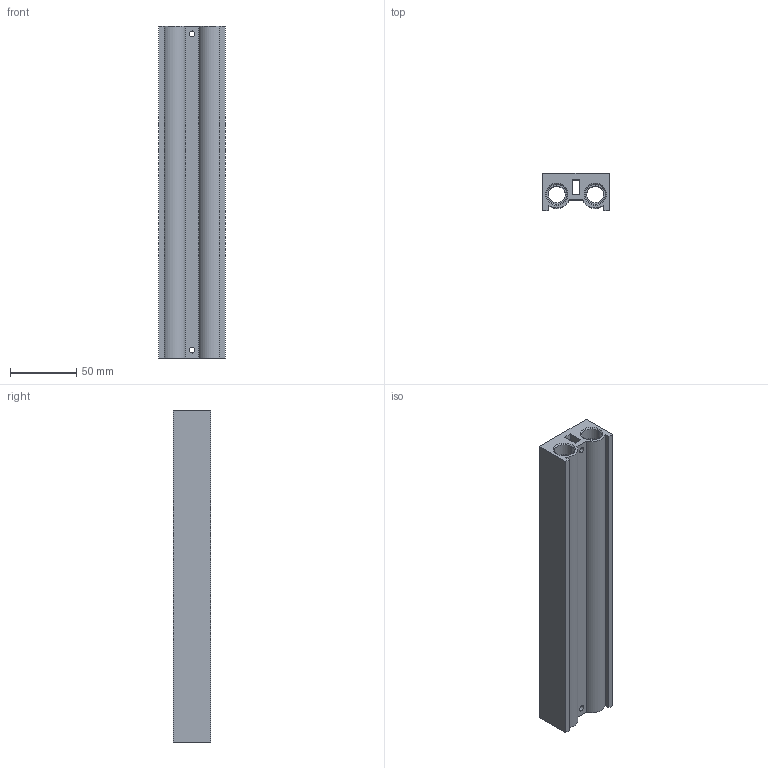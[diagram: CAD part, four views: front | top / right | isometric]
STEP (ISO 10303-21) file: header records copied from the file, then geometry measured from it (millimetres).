
FILE_DESCRIPTION (( 'STEP AP214' ), '1' );
FILE_NAME ('EMC-V33-8.STEP', '2020-04-02T08:55:45', ( '' ), ( '' ), 'SwSTEP 2.0', 'SolidWorks 2020', '' );
FILE_SCHEMA (( 'AUTOMOTIVE_DESIGN' ));
Length unit declared in the file: millimetre
Products named in the file (1): EMC-V33-8
Bounding box: 50 x 28 x 250 mm (x, y, z)
Volume: 198800.9 mm3; surface area: 79513.6 mm2
Topology: 1 solids, 1 shells, 192 faces, 470 edges, 300 vertices
Faces by surface type: cylinder 86, plane 66, cone 40
Entity records: 6452 total; most frequent: CARTESIAN_POINT 1635, DIRECTION 1068, ORIENTED_EDGE 940, EDGE_CURVE 470, AXIS2_PLACEMENT_3D 437, VERTEX_POINT 300, EDGE_LOOP 258, CIRCLE 244
